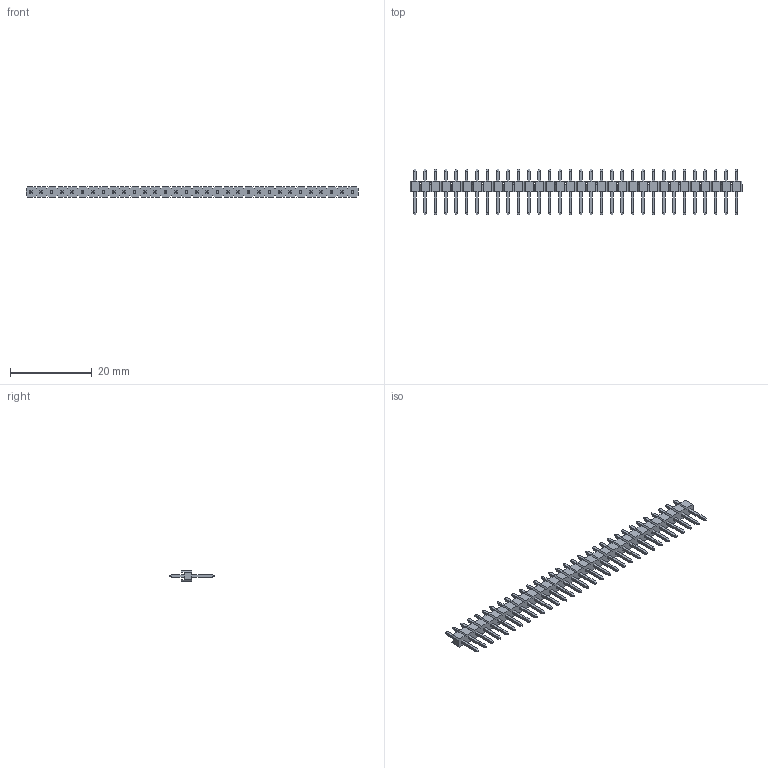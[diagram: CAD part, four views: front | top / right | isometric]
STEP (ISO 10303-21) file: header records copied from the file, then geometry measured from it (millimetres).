
FILE_DESCRIPTION(('STEP AP214'),'1');
FILE_NAME(' ',' ',('TraceParts'),('TraceParts S.A.'),'XStep 1.0',' ',' ');
FILE_SCHEMA(('automotive_design'));
Length unit declared in the file: millimetre
Products named in the file (1): 1
Bounding box: 81.28 x 11.2 x 2.5 mm (x, y, z)
Volume: 507.8 mm3; surface area: 1701.7 mm2
Topology: 1 solids, 1 shells, 960 faces, 2426 edges, 1532 vertices
Faces by surface type: plane 960
Entity records: 55348 total; most frequent: CARTESIAN_POINT 4919, STYLED_ITEM 4918, PRESENTATION_STYLE_ASSIGNMENT 4918, COLOUR_RGB 4918, ORIENTED_EDGE 4852, DIRECTION 4348, EDGE_CURVE 2426, CURVE_STYLE 2426
